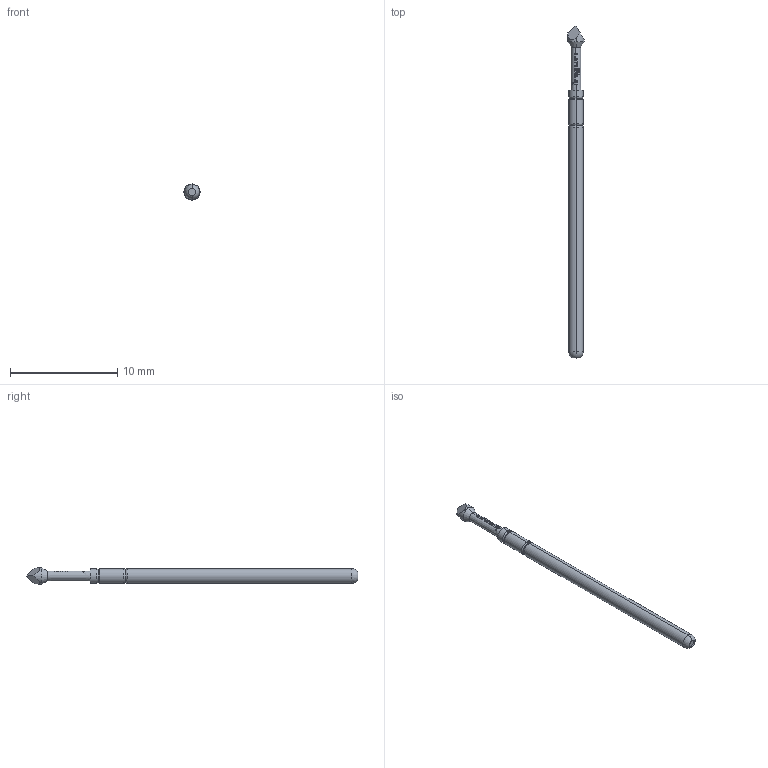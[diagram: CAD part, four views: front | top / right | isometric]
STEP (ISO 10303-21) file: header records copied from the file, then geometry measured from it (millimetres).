
FILE_DESCRIPTION (( 'STEP AP203' ), '1' );
FILE_NAME ('INGUN_GKS-100_357_150_A_xx00.STEP', '2021-10-29T08:57:23', ( 'ochi' ), ( '' ), 'SwSTEP 2.0', 'SolidWorks 2018', '' );
FILE_SCHEMA (( 'CONFIG_CONTROL_DESIGN' ));
Length unit declared in the file: millimetre
Products named in the file (1): INGUN_GKS-100_357_150_A_xx00
Bounding box: 1.5 x 31 x 1.5 mm (x, y, z)
Volume: 41 mm3; surface area: 128.6 mm2
Topology: 1 solids, 1 shells, 102 faces, 274 edges, 176 vertices
Faces by surface type: bspline 61, cone 16, torus 10, cylinder 10, plane 5
Entity records: 4381 total; most frequent: CARTESIAN_POINT 2333, ORIENTED_EDGE 548, EDGE_CURVE 274, B_SPLINE_CURVE_WITH_KNOTS 206, DIRECTION 183, VERTEX_POINT 176, EDGE_LOOP 104, ADVANCED_FACE 102
